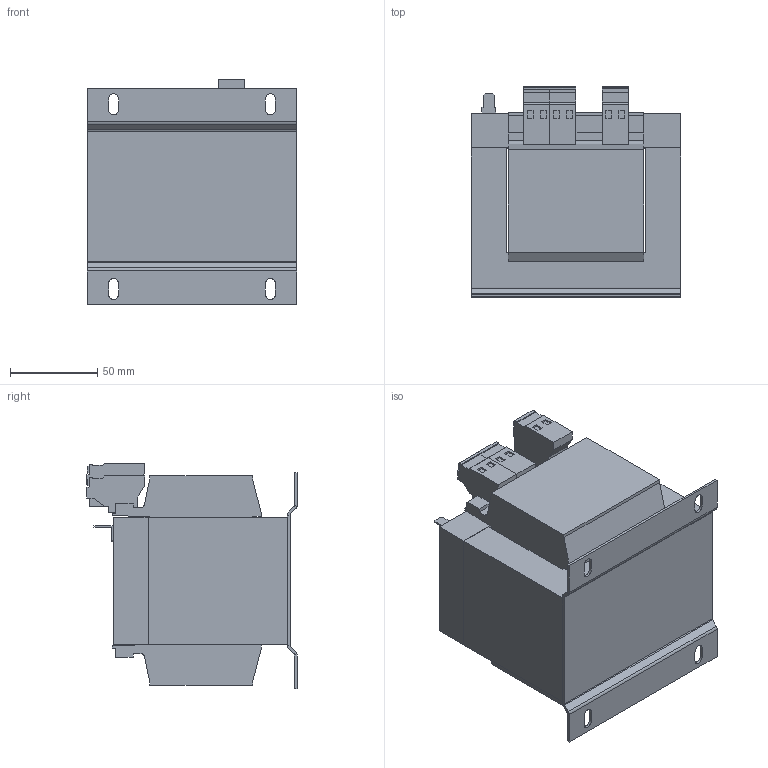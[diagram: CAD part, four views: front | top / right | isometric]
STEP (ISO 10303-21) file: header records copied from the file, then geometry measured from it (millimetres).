
FILE_DESCRIPTION (( 'STEP AP214' ), '1' );
FILE_NAME ('227705.STEP', '2020-07-06T11:22:40', ( '' ), ( '' ), 'SwSTEP 2.0', 'SolidWorks 2018', '' );
FILE_SCHEMA (( 'AUTOMOTIVE_DESIGN' ));
Length unit declared in the file: millimetre
Products named in the file (1): 227705
Bounding box: 120 x 120.6 x 129.3 mm (x, y, z)
Volume: 1160859.3 mm3; surface area: 126014.5 mm2
Topology: 1 solids, 1 shells, 275 faces, 700 edges, 448 vertices
Faces by surface type: plane 241, cylinder 34
Entity records: 8164 total; most frequent: CARTESIAN_POINT 1424, ORIENTED_EDGE 1400, DIRECTION 1320, EDGE_CURVE 700, VECTOR 632, LINE 632, VERTEX_POINT 448, AXIS2_PLACEMENT_3D 344
